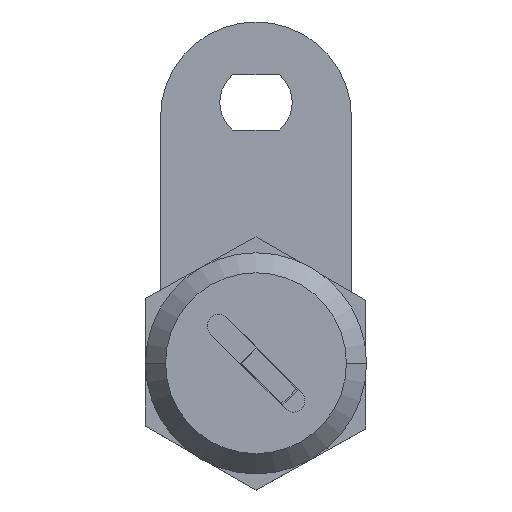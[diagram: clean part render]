
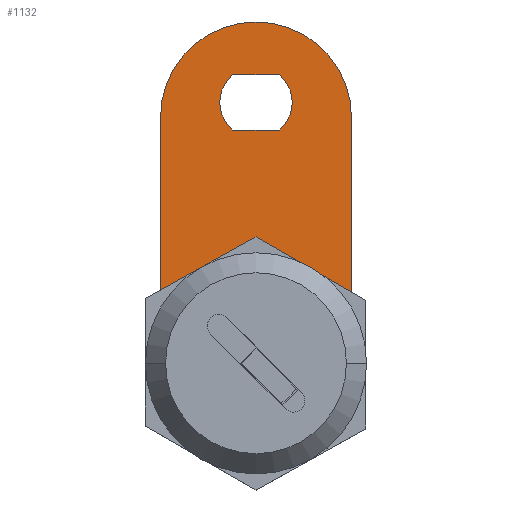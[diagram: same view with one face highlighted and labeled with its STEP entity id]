
A CAD part, top view. The second image highlights one B-rep face of the part: STEP entity #1132.
In plain terms, the highlighted planar face has unit normal (0, 0, 1).
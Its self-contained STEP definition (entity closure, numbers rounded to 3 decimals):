
#91 = ORIENTED_EDGE ( 'NONE', *, *, #5729, .F. ) ;
#103 = VERTEX_POINT ( 'NONE', #1481 ) ;
#126 = ORIENTED_EDGE ( 'NONE', *, *, #1126, .F. ) ;
#127 = EDGE_CURVE ( 'NONE', #1103, #5741, #1513, .T. ) ;
#1011 = EDGE_CURVE ( 'NONE', #1056, #1119, #3001, .T. ) ;
#1055 = EDGE_CURVE ( 'NONE', #1113, #1056, #3049, .T. ) ;
#1056 = VERTEX_POINT ( 'NONE', #3107 ) ;
#1091 = EDGE_CURVE ( 'NONE', #1092, #1113, #3134, .T. ) ;
#1092 = VERTEX_POINT ( 'NONE', #3130 ) ;
#1101 = VERTEX_POINT ( 'NONE', #3116 ) ;
#1103 = VERTEX_POINT ( 'NONE', #3115 ) ;
#1113 = VERTEX_POINT ( 'NONE', #3165 ) ;
#1118 = EDGE_CURVE ( 'NONE', #1119, #1092, #3151, .T. ) ;
#1119 = VERTEX_POINT ( 'NONE', #3147 ) ;
#1126 = EDGE_CURVE ( 'NONE', #1101, #1103, #3202, .T. ) ;
#1131 = VERTEX_POINT ( 'NONE', #3186 ) ;
#1132 = ADVANCED_FACE ( 'NONE', ( #3185, #3184, #3183 ), #3182, .T. ) ;
#1133 = ORIENTED_EDGE ( 'NONE', *, *, #1213, .F. ) ;
#1210 = VERTEX_POINT ( 'NONE', #3350 ) ;
#1211 = EDGE_CURVE ( 'NONE', #1210, #1131, #3349, .T. ) ;
#1212 = ORIENTED_EDGE ( 'NONE', *, *, #1211, .F. ) ;
#1213 = EDGE_CURVE ( 'NONE', #1131, #1214, #3345, .T. ) ;
#1214 = VERTEX_POINT ( 'NONE', #3340 ) ;
#1215 = EDGE_LOOP ( 'NONE', ( #1133, #1212, #91, #5747 ) ) ;
#1481 = CARTESIAN_POINT ( 'NONE',  ( 2.75, 2.323, 0. ) ) ;
#1510 = DIRECTION ( 'NONE',  ( -1., 0., 0. ) ) ;
#1511 = VECTOR ( 'NONE', #1510, 1000. ) ;
#1512 = CARTESIAN_POINT ( 'NONE',  ( -2.323, 28.75, 0. ) ) ;
#1513 = LINE ( 'NONE', #1512, #1511 ) ;
#2998 = DIRECTION ( 'NONE',  ( 0., -1., 0. ) ) ;
#2999 = VECTOR ( 'NONE', #2998, 1000. ) ;
#3000 = CARTESIAN_POINT ( 'NONE',  ( -9.5, 24.5, 0. ) ) ;
#3001 = LINE ( 'NONE', #3000, #2999 ) ;
#3049 = CIRCLE ( 'NONE', #3111, 9.5 ) ;
#3107 = CARTESIAN_POINT ( 'NONE',  ( -9.5, 24.5, 0. ) ) ;
#3108 = DIRECTION ( 'NONE',  ( 1., 0., 0. ) ) ;
#3109 = DIRECTION ( 'NONE',  ( 0., 0., 1. ) ) ;
#3110 = CARTESIAN_POINT ( 'NONE',  ( 0., 24.5, 0. ) ) ;
#3111 = AXIS2_PLACEMENT_3D ( 'NONE', #3110, #3109, #3108 ) ;
#3115 = CARTESIAN_POINT ( 'NONE',  ( 2.323, 28.75, 0. ) ) ;
#3116 = CARTESIAN_POINT ( 'NONE',  ( 3.6, 26., 0. ) ) ;
#3130 = CARTESIAN_POINT ( 'NONE',  ( 9.5, 1.5, 0. ) ) ;
#3131 = DIRECTION ( 'NONE',  ( 0., 1., 0. ) ) ;
#3132 = VECTOR ( 'NONE', #3131, 1000. ) ;
#3133 = CARTESIAN_POINT ( 'NONE',  ( 9.5, 1.5, 0. ) ) ;
#3134 = LINE ( 'NONE', #3133, #3132 ) ;
#3147 = CARTESIAN_POINT ( 'NONE',  ( -9.5, 1.5, 0. ) ) ;
#3148 = DIRECTION ( 'NONE',  ( 1., 0., 0. ) ) ;
#3149 = DIRECTION ( 'NONE',  ( 0., 0., 1. ) ) ;
#3150 = AXIS2_PLACEMENT_3D ( 'NONE', #3156, #3149, #3148 ) ;
#3151 = CIRCLE ( 'NONE', #3150, 9.5 ) ;
#3156 = CARTESIAN_POINT ( 'NONE',  ( 0., 1.5, 0. ) ) ;
#3165 = CARTESIAN_POINT ( 'NONE',  ( 9.5, 24.5, 0. ) ) ;
#3177 = DIRECTION ( 'NONE',  ( 1., 0., 0. ) ) ;
#3178 = DIRECTION ( 'NONE',  ( 0., 0., 1. ) ) ;
#3179 = CARTESIAN_POINT ( 'NONE',  ( 0., 24.5, 0. ) ) ;
#3180 = AXIS2_PLACEMENT_3D ( 'NONE', #3179, #3178, #3177 ) ;
#3182 = PLANE ( 'NONE',  #3180 ) ;
#3183 = FACE_OUTER_BOUND ( 'NONE', #5725, .T. ) ;
#3184 = FACE_BOUND ( 'NONE', #5740, .T. ) ;
#3185 = FACE_BOUND ( 'NONE', #1215, .T. ) ;
#3186 = CARTESIAN_POINT ( 'NONE',  ( -2.75, -2.323, 0. ) ) ;
#3199 = DIRECTION ( 'NONE',  ( 1., 0., 0. ) ) ;
#3200 = DIRECTION ( 'NONE',  ( 0., 0., 1. ) ) ;
#3201 = AXIS2_PLACEMENT_3D ( 'NONE', #3208, #3200, #3199 ) ;
#3202 = CIRCLE ( 'NONE', #3201, 3.6 ) ;
#3208 = CARTESIAN_POINT ( 'NONE',  ( 0., 26., 0. ) ) ;
#3340 = CARTESIAN_POINT ( 'NONE',  ( 2.75, -2.323, 0. ) ) ;
#3341 = DIRECTION ( 'NONE',  ( 1., 0., 0. ) ) ;
#3342 = DIRECTION ( 'NONE',  ( 0., 0., 1. ) ) ;
#3343 = CARTESIAN_POINT ( 'NONE',  ( 0., 0., 0. ) ) ;
#3344 = AXIS2_PLACEMENT_3D ( 'NONE', #3343, #3342, #3341 ) ;
#3345 = CIRCLE ( 'NONE', #3344, 3.6 ) ;
#3346 = DIRECTION ( 'NONE',  ( 0., -1., 0. ) ) ;
#3347 = VECTOR ( 'NONE', #3346, 1000. ) ;
#3348 = CARTESIAN_POINT ( 'NONE',  ( -2.75, -2.323, 0. ) ) ;
#3349 = LINE ( 'NONE', #3348, #3347 ) ;
#3350 = CARTESIAN_POINT ( 'NONE',  ( -2.75, 2.323, 0. ) ) ;
#4250 = DIRECTION ( 'NONE',  ( 0., 1., 0. ) ) ;
#4251 = VECTOR ( 'NONE', #4250, 1000. ) ;
#4252 = CARTESIAN_POINT ( 'NONE',  ( 2.75, -2.323, 0. ) ) ;
#4253 = LINE ( 'NONE', #4252, #4251 ) ;
#4260 = CARTESIAN_POINT ( 'NONE',  ( -2.323, 28.75, 0. ) ) ;
#4267 = CARTESIAN_POINT ( 'NONE',  ( 2.323, 23.25, 0. ) ) ;
#4271 = DIRECTION ( 'NONE',  ( 1., 0., 0. ) ) ;
#4272 = DIRECTION ( 'NONE',  ( 0., 0., 1. ) ) ;
#4273 = CARTESIAN_POINT ( 'NONE',  ( 0., 0., 0. ) ) ;
#4274 = AXIS2_PLACEMENT_3D ( 'NONE', #4273, #4272, #4271 ) ;
#4275 = CIRCLE ( 'NONE', #4274, 3.6 ) ;
#4277 = DIRECTION ( 'NONE',  ( 1., 0., 0. ) ) ;
#4278 = VECTOR ( 'NONE', #4277, 1000. ) ;
#4279 = CARTESIAN_POINT ( 'NONE',  ( -2.323, 23.25, 0. ) ) ;
#4280 = LINE ( 'NONE', #4279, #4278 ) ;
#4304 = DIRECTION ( 'NONE',  ( 1., 0., 0. ) ) ;
#4305 = DIRECTION ( 'NONE',  ( 0., 0., 1. ) ) ;
#4306 = CARTESIAN_POINT ( 'NONE',  ( 0., 26., 0. ) ) ;
#4307 = AXIS2_PLACEMENT_3D ( 'NONE', #4306, #4305, #4304 ) ;
#4308 = CIRCLE ( 'NONE', #4307, 3.6 ) ;
#4309 = DIRECTION ( 'NONE',  ( 1., 0., 0. ) ) ;
#4310 = DIRECTION ( 'NONE',  ( 0., 0., 1. ) ) ;
#4311 = CARTESIAN_POINT ( 'NONE',  ( 0., 26., 0. ) ) ;
#4312 = AXIS2_PLACEMENT_3D ( 'NONE', #4311, #4310, #4309 ) ;
#4313 = CIRCLE ( 'NONE', #4312, 3.6 ) ;
#4314 = CARTESIAN_POINT ( 'NONE',  ( -2.323, 23.25, 0. ) ) ;
#5721 = ORIENTED_EDGE ( 'NONE', *, *, #1011, .T. ) ;
#5725 = EDGE_LOOP ( 'NONE', ( #5731, #5721, #5728, #5734 ) ) ;
#5727 = EDGE_CURVE ( 'NONE', #5751, #5736, #4280, .T. ) ;
#5728 = ORIENTED_EDGE ( 'NONE', *, *, #1118, .T. ) ;
#5729 = EDGE_CURVE ( 'NONE', #103, #1210, #4275, .T. ) ;
#5730 = ORIENTED_EDGE ( 'NONE', *, *, #5727, .F. ) ;
#5731 = ORIENTED_EDGE ( 'NONE', *, *, #1055, .T. ) ;
#5732 = ORIENTED_EDGE ( 'NONE', *, *, #5752, .F. ) ;
#5734 = ORIENTED_EDGE ( 'NONE', *, *, #1091, .T. ) ;
#5736 = VERTEX_POINT ( 'NONE', #4267 ) ;
#5740 = EDGE_LOOP ( 'NONE', ( #5732, #5756, #126, #5749, #5730 ) ) ;
#5741 = VERTEX_POINT ( 'NONE', #4260 ) ;
#5744 = EDGE_CURVE ( 'NONE', #1214, #103, #4253, .T. ) ;
#5747 = ORIENTED_EDGE ( 'NONE', *, *, #5744, .F. ) ;
#5749 = ORIENTED_EDGE ( 'NONE', *, *, #5753, .F. ) ;
#5751 = VERTEX_POINT ( 'NONE', #4314 ) ;
#5752 = EDGE_CURVE ( 'NONE', #5741, #5751, #4313, .T. ) ;
#5753 = EDGE_CURVE ( 'NONE', #5736, #1101, #4308, .T. ) ;
#5756 = ORIENTED_EDGE ( 'NONE', *, *, #127, .F. ) ;
